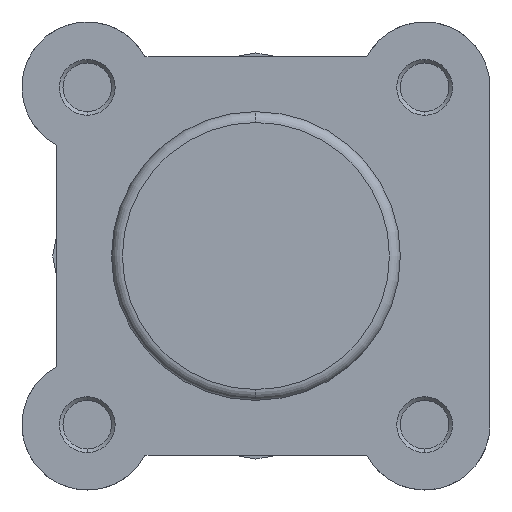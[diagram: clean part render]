
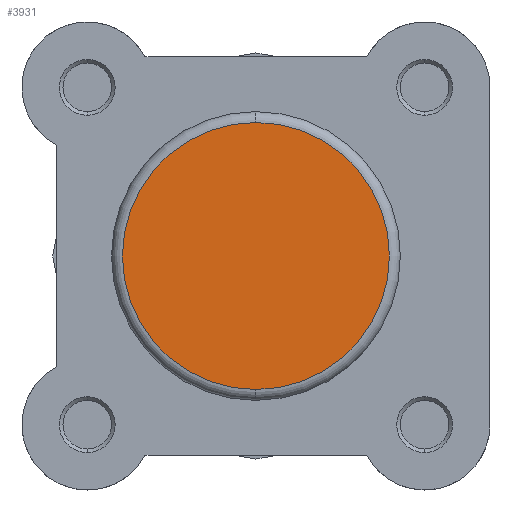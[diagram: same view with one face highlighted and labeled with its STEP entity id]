
A CAD part, left-side view. The second image highlights one B-rep face of the part: STEP entity #3931.
In plain terms, the highlighted planar face has unit normal (-1, 0, 0).
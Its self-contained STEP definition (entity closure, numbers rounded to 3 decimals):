
#698 = ORIENTED_EDGE ( 'NONE', *, *, #3286, .T. ) ;
#699 = ORIENTED_EDGE ( 'NONE', *, *, #3266, .T. ) ;
#845 = EDGE_LOOP ( 'NONE', ( #698, #699 ) ) ;
#933 = CIRCLE ( 'NONE', #3361, 18.4 ) ;
#961 = CIRCLE ( 'NONE', #3371, 18.4 ) ;
#1329 = FACE_OUTER_BOUND ( 'NONE', #845, .T. ) ;
#3057 = CARTESIAN_POINT ( 'NONE',  ( 0., 0., 18.4 ) ) ;
#3058 = CARTESIAN_POINT ( 'NONE',  ( 0., 0., -18.4 ) ) ;
#3266 = EDGE_CURVE ( 'NONE', #4759, #4760, #933, .T. ) ;
#3286 = EDGE_CURVE ( 'NONE', #4760, #4759, #961, .T. ) ;
#3361 = AXIS2_PLACEMENT_3D ( 'NONE', #4913, #4914, #4915 ) ;
#3371 = AXIS2_PLACEMENT_3D ( 'NONE', #4958, #4964, #4965 ) ;
#3552 = AXIS2_PLACEMENT_3D ( 'NONE', #5568, #5585, #5586 ) ;
#3931 = ADVANCED_FACE ( 'NONE', ( #1329 ), #5578, .F. ) ;
#4759 = VERTEX_POINT ( 'NONE', #3057 ) ;
#4760 = VERTEX_POINT ( 'NONE', #3058 ) ;
#4913 = CARTESIAN_POINT ( 'NONE',  ( 0., 0., 0. ) ) ;
#4914 = DIRECTION ( 'NONE',  ( -1., 0., 0. ) ) ;
#4915 = DIRECTION ( 'NONE',  ( 0., 0., -1. ) ) ;
#4958 = CARTESIAN_POINT ( 'NONE',  ( 0., 0., 0. ) ) ;
#4964 = DIRECTION ( 'NONE',  ( -1., 0., 0. ) ) ;
#4965 = DIRECTION ( 'NONE',  ( 0., 0., -1. ) ) ;
#5568 = CARTESIAN_POINT ( 'NONE',  ( 0., 0., 0. ) ) ;
#5578 = PLANE ( 'NONE',  #3552 ) ;
#5585 = DIRECTION ( 'NONE',  ( 1., 0., 0. ) ) ;
#5586 = DIRECTION ( 'NONE',  ( 0., 0., -1. ) ) ;
